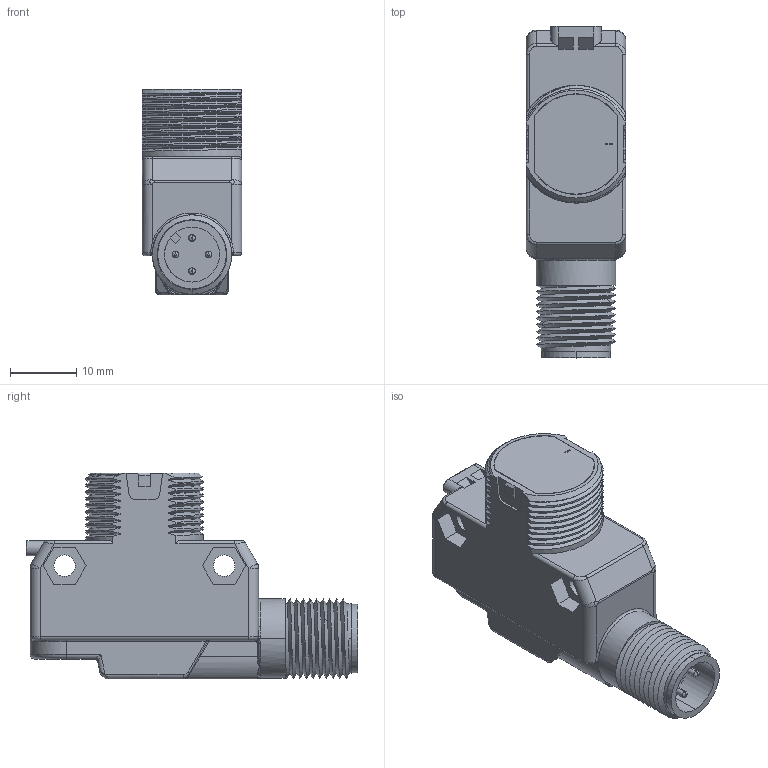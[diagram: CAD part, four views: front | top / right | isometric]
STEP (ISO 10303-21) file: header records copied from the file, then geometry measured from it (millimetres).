
FILE_DESCRIPTION((''),'2;1');
FILE_NAME('139719_SW','2008-05-07T',('banengservice'),('BANNER ENGINEERING'),'PRO/ENGINEER BY PARAMETRIC TECHNOLOGY CORPORATION, 2006170','PRO/ENGINEER BY PARAMETRIC TECHNOLOGY CORPORATION, 2006170','');
FILE_SCHEMA(('CONFIG_CONTROL_DESIGN'));
Length unit declared in the file: inch
Products named in the file (1): 139719_SW
Bounding box: 15 x 50.11 x 31.1 mm (x, y, z)
Volume: 12214.2 mm3; surface area: 5133.9 mm2
Topology: 1 solids, 1 shells, 395 faces, 984 edges, 603 vertices
Faces by surface type: cylinder 129, bspline 120, plane 106, torus 25, sphere 10, cone 5
Entity records: 22173 total; most frequent: CARTESIAN_POINT 13624, ORIENTED_EDGE 1964, DIRECTION 1455, EDGE_CURVE 982, VERTEX_POINT 603, AXIS2_PLACEMENT_3D 511, VECTOR 433, LINE 433
